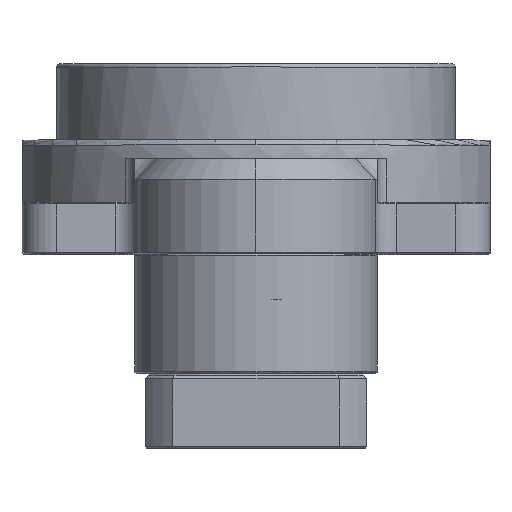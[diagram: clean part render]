
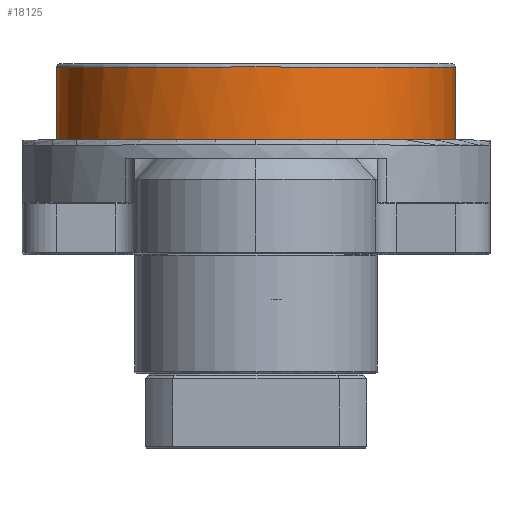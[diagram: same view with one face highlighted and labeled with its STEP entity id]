
A CAD part, top view. The second image highlights one B-rep face of the part: STEP entity #18125.
In plain terms, the highlighted cylindrical face has radius 57.5 mm (diameter 115 mm), a partial arc.
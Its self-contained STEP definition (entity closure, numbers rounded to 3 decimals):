
#80 = DIRECTION ( 'NONE',  ( 0.787, 0., 0.617 ) ) ;
#306 = FACE_OUTER_BOUND ( 'NONE', #15435, .T. ) ;
#500 = DIRECTION ( 'NONE',  ( 0., 1., 0. ) ) ;
#639 = VERTEX_POINT ( 'NONE', #13408 ) ;
#960 = CARTESIAN_POINT ( 'NONE',  ( 57.5, 54., 0. ) ) ;
#1412 = VERTEX_POINT ( 'NONE', #8032 ) ;
#1923 = EDGE_CURVE ( 'NONE', #18798, #12375, #5236, .T. ) ;
#2277 = CARTESIAN_POINT ( 'NONE',  ( 0., 32.5, 0. ) ) ;
#4046 = DIRECTION ( 'NONE',  ( 0., -1., 0. ) ) ;
#4496 = LINE ( 'NONE', #11694, #8887 ) ;
#4511 = AXIS2_PLACEMENT_3D ( 'NONE', #9045, #16205, #80 ) ;
#5159 = CARTESIAN_POINT ( 'NONE',  ( 45.267, 32.5, 35.457 ) ) ;
#5236 = CIRCLE ( 'NONE', #18393, 57.5 ) ;
#5721 = DIRECTION ( 'NONE',  ( 1., 0., 0. ) ) ;
#6802 = VERTEX_POINT ( 'NONE', #5159 ) ;
#7490 = CYLINDRICAL_SURFACE ( 'NONE', #13579, 57.5 ) ;
#7578 = CIRCLE ( 'NONE', #10574, 57.5 ) ;
#8032 = CARTESIAN_POINT ( 'NONE',  ( 57.5, 32.5, 0. ) ) ;
#8883 = EDGE_CURVE ( 'NONE', #639, #6802, #7578, .T. ) ;
#8887 = VECTOR ( 'NONE', #18858, 1000. ) ;
#9045 = CARTESIAN_POINT ( 'NONE',  ( 0., 32.5, 0. ) ) ;
#9436 = CARTESIAN_POINT ( 'NONE',  ( -57.5, 54., 0. ) ) ;
#9475 = LINE ( 'NONE', #16626, #22411 ) ;
#9478 = DIRECTION ( 'NONE',  ( 0., 1., 0. ) ) ;
#9659 = ORIENTED_EDGE ( 'NONE', *, *, #18691, .T. ) ;
#10232 = ORIENTED_EDGE ( 'NONE', *, *, #1923, .T. ) ;
#10574 = AXIS2_PLACEMENT_3D ( 'NONE', #2277, #9478, #16628 ) ;
#11244 = DIRECTION ( 'NONE',  ( -1., 0., 0. ) ) ;
#11694 = CARTESIAN_POINT ( 'NONE',  ( -57.5, 43., 0. ) ) ;
#12375 = VERTEX_POINT ( 'NONE', #9436 ) ;
#12724 = ORIENTED_EDGE ( 'NONE', *, *, #18792, .F. ) ;
#13408 = CARTESIAN_POINT ( 'NONE',  ( -57.5, 32.5, 0. ) ) ;
#13579 = AXIS2_PLACEMENT_3D ( 'NONE', #14668, #21858, #5721 ) ;
#14668 = CARTESIAN_POINT ( 'NONE',  ( 0., 43., 0. ) ) ;
#14677 = CIRCLE ( 'NONE', #4511, 57.5 ) ;
#15435 = EDGE_LOOP ( 'NONE', ( #12724, #22765, #16952, #9659, #10232 ) ) ;
#15950 = EDGE_CURVE ( 'NONE', #6802, #1412, #14677, .T. ) ;
#16205 = DIRECTION ( 'NONE',  ( 0., 1., 0. ) ) ;
#16626 = CARTESIAN_POINT ( 'NONE',  ( 57.5, 43., 0. ) ) ;
#16628 = DIRECTION ( 'NONE',  ( 0.787, 0., 0.617 ) ) ;
#16952 = ORIENTED_EDGE ( 'NONE', *, *, #15950, .T. ) ;
#18125 = ADVANCED_FACE ( 'NONE', ( #306 ), #7490, .T. ) ;
#18393 = AXIS2_PLACEMENT_3D ( 'NONE', #20178, #4046, #11244 ) ;
#18691 = EDGE_CURVE ( 'NONE', #1412, #18798, #9475, .T. ) ;
#18792 = EDGE_CURVE ( 'NONE', #639, #12375, #4496, .T. ) ;
#18798 = VERTEX_POINT ( 'NONE', #960 ) ;
#18858 = DIRECTION ( 'NONE',  ( 0., 1., 0. ) ) ;
#20178 = CARTESIAN_POINT ( 'NONE',  ( 0., 54., 0. ) ) ;
#21858 = DIRECTION ( 'NONE',  ( 0., 1., 0. ) ) ;
#22411 = VECTOR ( 'NONE', #500, 1000. ) ;
#22765 = ORIENTED_EDGE ( 'NONE', *, *, #8883, .T. ) ;
